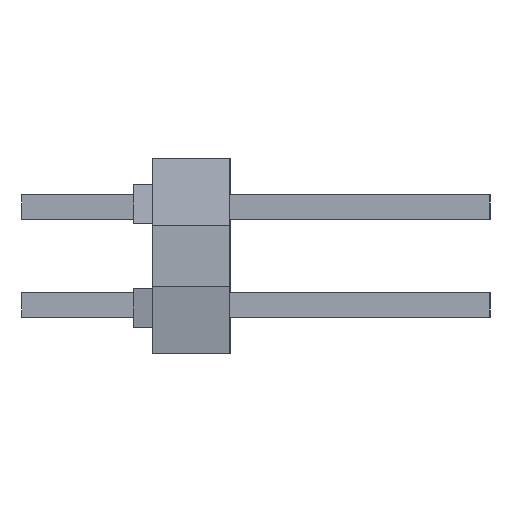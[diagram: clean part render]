
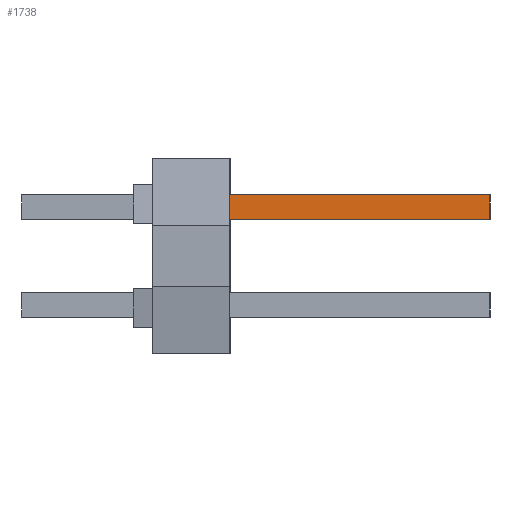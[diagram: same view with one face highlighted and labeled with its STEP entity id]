
A CAD part, left-side view. The second image highlights one B-rep face of the part: STEP entity #1738.
In plain terms, the highlighted planar face has unit normal (-1, 0, 0).
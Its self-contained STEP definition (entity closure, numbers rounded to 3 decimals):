
#1738=ADVANCED_FACE('',(#3295),#3296,.F.);
#3295=FACE_OUTER_BOUND('',#4759,.T.);
#3296=PLANE('',#4760);
#4759=EDGE_LOOP('',(#9975,#9976,#9977,#9978));
#4760=AXIS2_PLACEMENT_3D('',#9979,#9980,#9981);
#9975=ORIENTED_EDGE('',*,*,#11685,.F.);
#9976=ORIENTED_EDGE('',*,*,#11686,.F.);
#9977=ORIENTED_EDGE('',*,*,#11687,.F.);
#9978=ORIENTED_EDGE('',*,*,#10308,.T.);
#9979=CARTESIAN_POINT('',(-16.828,0.0,0.0));
#9980=DIRECTION('',(1.0,0.0,0.0));
#9981=DIRECTION('',(0.0,1.0,-0.0));
#10308=EDGE_CURVE('',#12097,#12102,#12104,.T.);
#11685=EDGE_CURVE('',#14339,#12102,#14340,.T.);
#11686=EDGE_CURVE('',#14341,#14339,#14342,.T.);
#11687=EDGE_CURVE('',#12097,#14341,#14343,.T.);
#12097=VERTEX_POINT('',#14957);
#12102=VERTEX_POINT('',#14964);
#12104=LINE('',#14967,#14968);
#14339=VERTEX_POINT('',#18579);
#14340=LINE('',#18580,#18581);
#14341=VERTEX_POINT('',#18582);
#14342=LINE('',#18583,#18584);
#14343=LINE('',#18585,#18586);
#14957=CARTESIAN_POINT('',(-16.828,-1.0,1.588));
#14964=CARTESIAN_POINT('',(-16.828,-1.0,0.953));
#14967=CARTESIAN_POINT('',(-16.828,-1.0,1.588));
#14968=VECTOR('',#18852,0.635);
#18579=CARTESIAN_POINT('',(-16.828,-7.75,0.953));
#18580=CARTESIAN_POINT('',(-16.828,-7.75,0.953));
#18581=VECTOR('',#20229,6.75);
#18582=CARTESIAN_POINT('',(-16.828,-7.75,1.588));
#18583=CARTESIAN_POINT('',(-16.828,-7.75,1.588));
#18584=VECTOR('',#20230,0.635);
#18585=CARTESIAN_POINT('',(-16.828,-1.0,1.588));
#18586=VECTOR('',#20231,6.75);
#18852=DIRECTION('',(0.0,0.0,-1.0));
#20229=DIRECTION('',(0.0,1.0,0.0));
#20230=DIRECTION('',(0.0,0.0,-1.0));
#20231=DIRECTION('',(0.0,-1.0,0.0));
